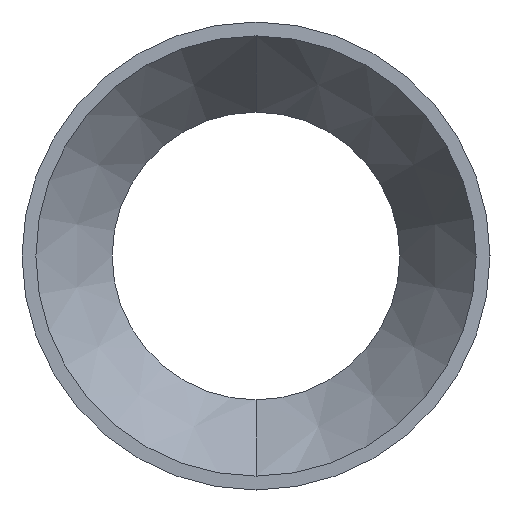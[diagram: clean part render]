
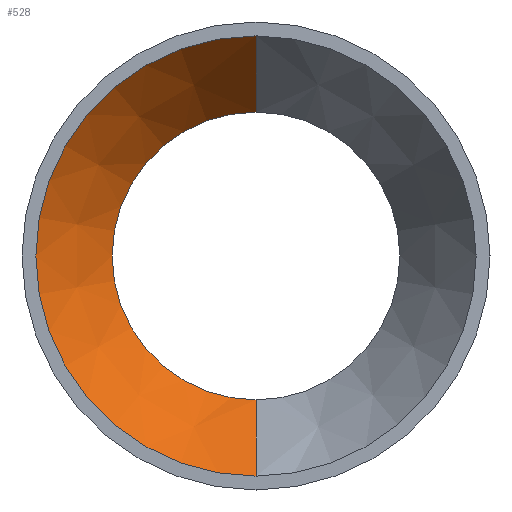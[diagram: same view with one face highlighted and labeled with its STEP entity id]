
A CAD part, front view. The second image highlights one B-rep face of the part: STEP entity #528.
In plain terms, the highlighted conical face has half-angle 34.439 degrees and reference radius 6.35 mm.
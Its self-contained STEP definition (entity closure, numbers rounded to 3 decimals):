
#10 = ORIENTED_EDGE ( 'NONE', *, *, #457, .F. ) ;
#39 = CARTESIAN_POINT ( 'NONE',  ( 0., -4.5, -6.35 ) ) ;
#62 = EDGE_CURVE ( 'NONE', #227, #236, #109, .T. ) ;
#109 = LINE ( 'NONE', #392, #463 ) ;
#133 = DIRECTION ( 'NONE',  ( 0., 1., 0. ) ) ;
#148 = EDGE_LOOP ( 'NONE', ( #523, #482, #362, #10 ) ) ;
#169 = DIRECTION ( 'NONE',  ( 0., -1., 0. ) ) ;
#182 = AXIS2_PLACEMENT_3D ( 'NONE', #598, #133, #403 ) ;
#187 = EDGE_CURVE ( 'NONE', #444, #227, #228, .T. ) ;
#193 = VECTOR ( 'NONE', #264, 1000. ) ;
#202 = CONICAL_SURFACE ( 'NONE', #401, 6.35, 0.601 ) ;
#216 = DIRECTION ( 'NONE',  ( 0., 0., -1. ) ) ;
#227 = VERTEX_POINT ( 'NONE', #353 ) ;
#228 = CIRCLE ( 'NONE', #265, 4.15 ) ;
#236 = VERTEX_POINT ( 'NONE', #597 ) ;
#264 = DIRECTION ( 'NONE',  ( 0., -0.825, -0.566 ) ) ;
#265 = AXIS2_PLACEMENT_3D ( 'NONE', #456, #298, #595 ) ;
#298 = DIRECTION ( 'NONE',  ( 0., 1., 0. ) ) ;
#299 = CIRCLE ( 'NONE', #182, 6.35 ) ;
#309 = CARTESIAN_POINT ( 'NONE',  ( 0., -1.292, -4.15 ) ) ;
#353 = CARTESIAN_POINT ( 'NONE',  ( 0., -1.292, 4.15 ) ) ;
#362 = ORIENTED_EDGE ( 'NONE', *, *, #439, .F. ) ;
#392 = CARTESIAN_POINT ( 'NONE',  ( 0., -4.5, 6.35 ) ) ;
#401 = AXIS2_PLACEMENT_3D ( 'NONE', #412, #169, #216 ) ;
#402 = FACE_OUTER_BOUND ( 'NONE', #148, .T. ) ;
#403 = DIRECTION ( 'NONE',  ( 0., 0., 1. ) ) ;
#412 = CARTESIAN_POINT ( 'NONE',  ( 0., -4.5, 0. ) ) ;
#439 = EDGE_CURVE ( 'NONE', #618, #236, #299, .T. ) ;
#444 = VERTEX_POINT ( 'NONE', #309 ) ;
#456 = CARTESIAN_POINT ( 'NONE',  ( 0., -1.292, 0. ) ) ;
#457 = EDGE_CURVE ( 'NONE', #444, #618, #609, .T. ) ;
#463 = VECTOR ( 'NONE', #576, 1000. ) ;
#482 = ORIENTED_EDGE ( 'NONE', *, *, #62, .T. ) ;
#523 = ORIENTED_EDGE ( 'NONE', *, *, #187, .T. ) ;
#528 = ADVANCED_FACE ( 'NONE', ( #402 ), #202, .F. ) ;
#559 = CARTESIAN_POINT ( 'NONE',  ( 0., -4.5, -6.35 ) ) ;
#576 = DIRECTION ( 'NONE',  ( 0., -0.825, 0.566 ) ) ;
#595 = DIRECTION ( 'NONE',  ( 0., 0., 1. ) ) ;
#597 = CARTESIAN_POINT ( 'NONE',  ( 0., -4.5, 6.35 ) ) ;
#598 = CARTESIAN_POINT ( 'NONE',  ( 0., -4.5, 0. ) ) ;
#609 = LINE ( 'NONE', #39, #193 ) ;
#618 = VERTEX_POINT ( 'NONE', #559 ) ;
